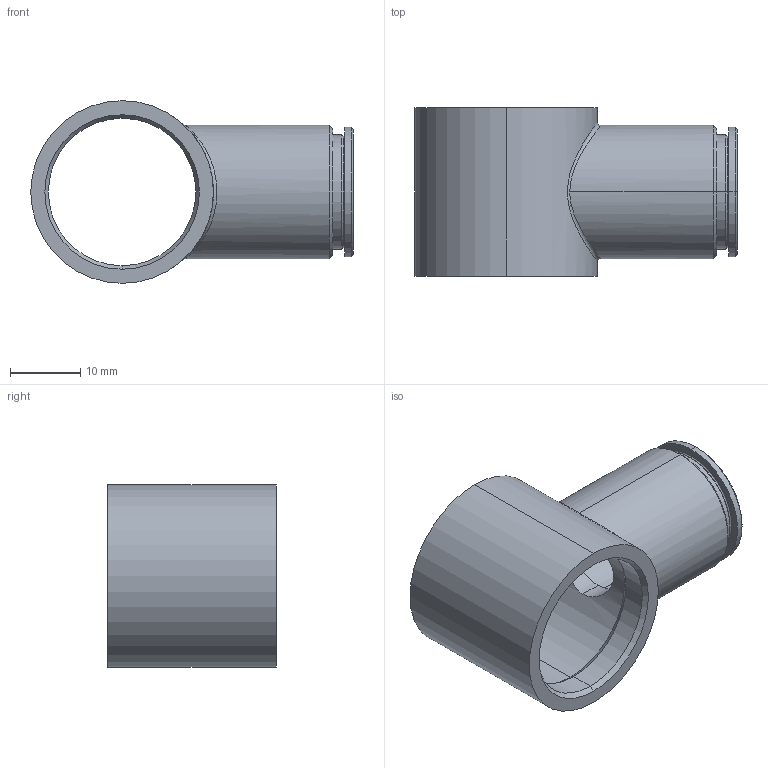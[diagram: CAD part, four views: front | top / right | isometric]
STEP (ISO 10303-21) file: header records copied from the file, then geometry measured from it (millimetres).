
FILE_DESCRIPTION (( 'STEP AP203' ), '1' );
FILE_NAME ('X0250064.STEP', '2011-11-08T10:39:17', ( '' ), ( 'sopra-pneumatic' ), 'SwSTEP 2.0', 'SolidWorks 2011', '' );
FILE_SCHEMA (( 'CONFIG_CONTROL_DESIGN' ));
Length unit declared in the file: millimetre
Products named in the file (1): X0250064
Bounding box: 45.9 x 24 x 26 mm (x, y, z)
Volume: 7152.6 mm3; surface area: 5952.9 mm2
Topology: 1 solids, 1 shells, 45 faces, 94 edges, 54 vertices
Faces by surface type: cylinder 18, cone 16, plane 5, torus 4, bspline 2
Entity records: 1819 total; most frequent: CARTESIAN_POINT 760, DIRECTION 226, ORIENTED_EDGE 188, AXIS2_PLACEMENT_3D 96, EDGE_CURVE 94, VERTEX_POINT 54, EDGE_LOOP 52, CIRCLE 52
